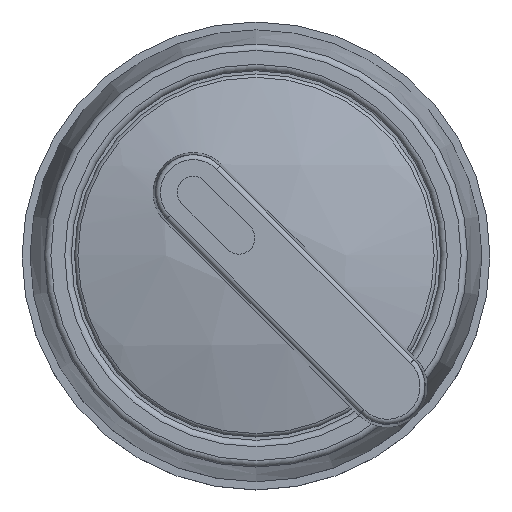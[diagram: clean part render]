
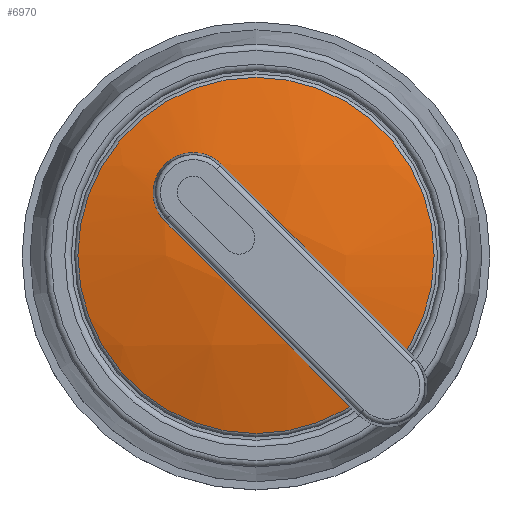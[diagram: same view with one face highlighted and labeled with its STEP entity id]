
A CAD part, top view. The second image highlights one B-rep face of the part: STEP entity #6970.
In plain terms, the highlighted spherical face has radius 37.5 mm.
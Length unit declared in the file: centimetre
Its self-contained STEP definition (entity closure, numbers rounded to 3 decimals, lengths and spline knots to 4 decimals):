
#13=SPHERICAL_SURFACE($,#7488,3.75);
#336=B_SPLINE_CURVE_WITH_KNOTS($,3,(#15853,#15854,#15855,#15856,#15857,
#15858,#15859,#15860,#15861,#15862,#15863,#15864,#15865,#15866,#15867,#15868,
#15869,#15870),.UNSPECIFIED.,.F.,.F.,(4,2,2,2,2,2,2,2,4),(0.,0.0944,
0.1887,0.2826,0.3765,0.4704,
0.5643,0.6586,0.753),.UNSPECIFIED.);
#492=FACE_BOUND($,#1297,.T.);
#493=FACE_BOUND($,#1298,.T.);
#1297=EDGE_LOOP($,(#5379,#5380,#5381,#5382));
#1298=EDGE_LOOP($,(#5383));
#2620=CIRCLE($,#7481,3.7369);
#2621=CIRCLE($,#7485,3.7369);
#2622=CIRCLE($,#7487,1.0837);
#2623=CIRCLE($,#7489,1.1038);
#3190=VERTEX_POINT($,#15844);
#3191=VERTEX_POINT($,#15846);
#3192=VERTEX_POINT($,#15851);
#3193=VERTEX_POINT($,#15872);
#3194=VERTEX_POINT($,#15878);
#4010=EDGE_CURVE($,#3191,#3190,#2620,.T.);
#4013=EDGE_CURVE($,#3190,#3192,#336,.T.);
#4015=EDGE_CURVE($,#3192,#3193,#2621,.T.);
#4016=EDGE_CURVE($,#3193,#3191,#2622,.T.);
#4017=EDGE_CURVE($,#3194,#3194,#2623,.T.);
#5379=ORIENTED_EDGE($,*,*,#4010,.T.);
#5380=ORIENTED_EDGE($,*,*,#4013,.T.);
#5381=ORIENTED_EDGE($,*,*,#4015,.T.);
#5382=ORIENTED_EDGE($,*,*,#4016,.T.);
#5383=ORIENTED_EDGE($,*,*,#4017,.F.);
#6970=ADVANCED_FACE($,(#492,#493),#13,.T.);
#7481=AXIS2_PLACEMENT_3D($,#15847,#8548,#8549);
#7485=AXIS2_PLACEMENT_3D($,#15874,#8559,#8560);
#7487=AXIS2_PLACEMENT_3D($,#15876,#8563,#8564);
#7488=AXIS2_PLACEMENT_3D($,#15877,#8565,#8566);
#7489=AXIS2_PLACEMENT_3D($,#15879,#8567,#8568);
#8548=DIRECTION('center_axis',(-0.707,-0.707,0.017));
#8549=DIRECTION('ref_axis',(0.,0.025,1.));
#8559=DIRECTION('center_axis',(0.707,0.707,0.017));
#8560=DIRECTION('ref_axis',(0.,0.025,-1.));
#8563=DIRECTION('center_axis',(0.,0.,
-1.));
#8564=DIRECTION('ref_axis',(0.,-1.,0.));
#8565=DIRECTION('center_axis',(0.,-1.,0.));
#8566=DIRECTION('ref_axis',(1.,0.,0.));
#8567=DIRECTION('center_axis',(0.,0.,
-1.));
#8568=DIRECTION('ref_axis',(1.,0.,0.));
#15844=CARTESIAN_POINT('',(-0.5643,0.2135,1.5411));
#15846=CARTESIAN_POINT('',(0.5688,-0.9224,1.43));
#15847=CARTESIAN_POINT('Origin',(-0.221,-0.221,
-2.1545));
#15851=CARTESIAN_POINT('',(-0.2135,0.5643,1.5411));
#15853=CARTESIAN_POINT('Ctrl Pts',(-0.5643,0.2135,
1.5411));
#15854=CARTESIAN_POINT('Ctrl Pts',(-0.5864,0.2354,
1.5365));
#15855=CARTESIAN_POINT('Ctrl Pts',(-0.6055,0.2633,
1.5316));
#15856=CARTESIAN_POINT('Ctrl Pts',(-0.631,0.3244,
1.5224));
#15857=CARTESIAN_POINT('Ctrl Pts',(-0.6374,0.3576,
1.5182));
#15858=CARTESIAN_POINT('Ctrl Pts',(-0.6375,0.42,
1.5116));
#15859=CARTESIAN_POINT('Ctrl Pts',(-0.6313,0.4533,
1.5087));
#15860=CARTESIAN_POINT('Ctrl Pts',(-0.606,0.5146,
1.5049));
#15861=CARTESIAN_POINT('Ctrl Pts',(-0.5869,0.5426,
1.504));
#15862=CARTESIAN_POINT('Ctrl Pts',(-0.5426,0.5869,
1.504));
#15863=CARTESIAN_POINT('Ctrl Pts',(-0.5146,0.606,
1.5049));
#15864=CARTESIAN_POINT('Ctrl Pts',(-0.4533,0.6313,
1.5087));
#15865=CARTESIAN_POINT('Ctrl Pts',(-0.42,0.6375,
1.5116));
#15866=CARTESIAN_POINT('Ctrl Pts',(-0.3576,0.6374,
1.5182));
#15867=CARTESIAN_POINT('Ctrl Pts',(-0.3244,0.631,1.5224));
#15868=CARTESIAN_POINT('Ctrl Pts',(-0.2633,0.6055,
1.5316));
#15869=CARTESIAN_POINT('Ctrl Pts',(-0.2354,0.5864,
1.5365));
#15870=CARTESIAN_POINT('Ctrl Pts',(-0.2135,0.5643,
1.5411));
#15872=CARTESIAN_POINT('',(0.9224,-0.5688,1.43));
#15874=CARTESIAN_POINT('Origin',(0.221,0.221,-2.1545));
#15876=CARTESIAN_POINT('Origin',(0.,0.,
1.43));
#15877=CARTESIAN_POINT('Origin',(0.,0.,
-2.16));
#15878=CARTESIAN_POINT('',(1.1038,0.,1.4239));
#15879=CARTESIAN_POINT('Origin',(0.,0.,
1.4239));
